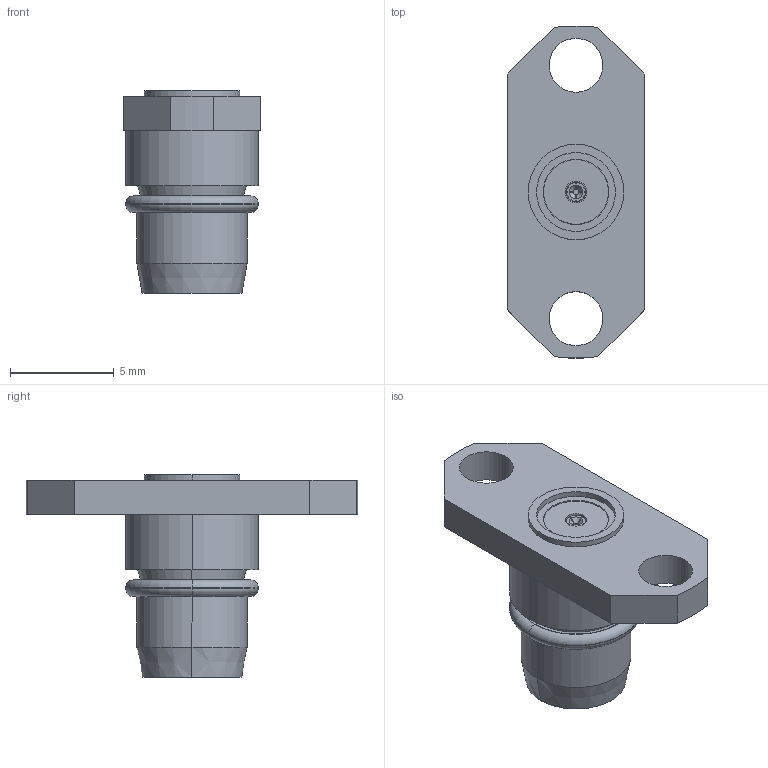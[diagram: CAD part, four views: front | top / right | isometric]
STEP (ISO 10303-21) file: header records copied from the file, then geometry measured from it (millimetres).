
FILE_DESCRIPTION (( 'STEP AP203' ), '1' );
FILE_NAME ('R128.481.001A.STEP', '2014-02-19T08:00:19', ( 'adminradiall' ), ( 'Microsoft' ), 'SwSTEP 2.0', 'SolidWorks 2011', '' );
FILE_SCHEMA (( 'CONFIG_CONTROL_DESIGN' ));
Length unit declared in the file: millimetre
Products named in the file (1): R128.481.001A
Bounding box: 6.6 x 15.98 x 9.78 mm (x, y, z)
Volume: 299.2 mm3; surface area: 523.9 mm2
Topology: 1 solids, 1 shells, 91 faces, 202 edges, 130 vertices
Faces by surface type: cylinder 32, plane 29, cone 22, torus 8
Entity records: 2691 total; most frequent: CARTESIAN_POINT 544, DIRECTION 460, ORIENTED_EDGE 404, EDGE_CURVE 202, AXIS2_PLACEMENT_3D 198, VERTEX_POINT 130, EDGE_LOOP 112, CIRCLE 106
